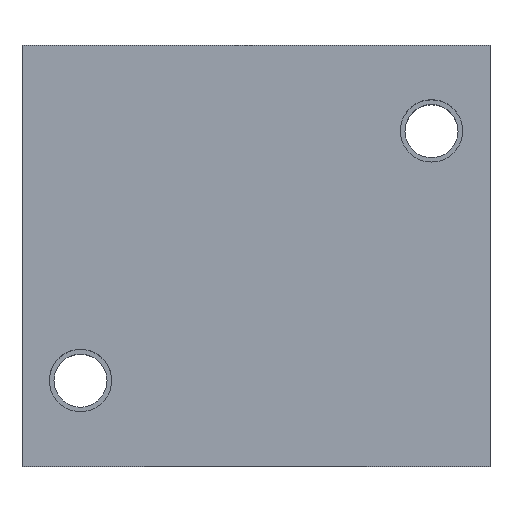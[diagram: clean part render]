
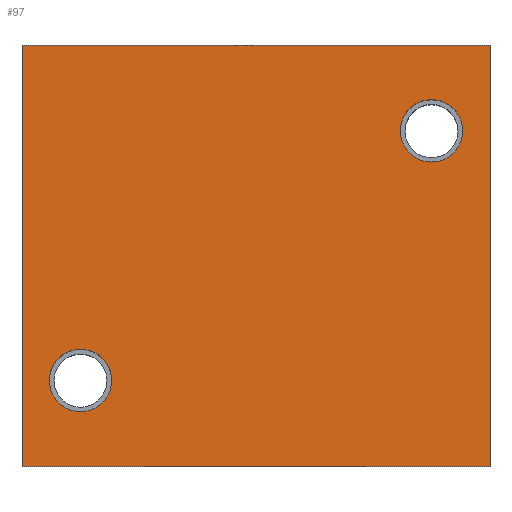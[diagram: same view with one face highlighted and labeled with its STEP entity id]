
A CAD part, top view. The second image highlights one B-rep face of the part: STEP entity #97.
In plain terms, the highlighted planar face has unit normal (0, 0, 1).
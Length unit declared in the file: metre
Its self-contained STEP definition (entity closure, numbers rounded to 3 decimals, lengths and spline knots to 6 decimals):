
#97 = ADVANCED_FACE( '', ( #203, #204, #205 ), #206, .T. );
#203 = FACE_BOUND( '', #312, .T. );
#204 = FACE_OUTER_BOUND( '', #313, .T. );
#205 = FACE_BOUND( '', #314, .T. );
#206 = PLANE( '', #315 );
#312 = EDGE_LOOP( '', ( #524 ) );
#313 = EDGE_LOOP( '', ( #525, #526, #527, #528 ) );
#314 = EDGE_LOOP( '', ( #529 ) );
#315 = AXIS2_PLACEMENT_3D( '', #530, #531, #532 );
#524 = ORIENTED_EDGE( '', *, *, #654, .T. );
#525 = ORIENTED_EDGE( '', *, *, #662, .F. );
#526 = ORIENTED_EDGE( '', *, *, #672, .F. );
#527 = ORIENTED_EDGE( '', *, *, #603, .T. );
#528 = ORIENTED_EDGE( '', *, *, #669, .T. );
#529 = ORIENTED_EDGE( '', *, *, #673, .T. );
#530 = CARTESIAN_POINT( '', ( -0.03, -0.027, 0.025 ) );
#531 = DIRECTION( '', ( 0., 0., 1. ) );
#532 = DIRECTION( '', ( 1., 0., 0. ) );
#603 = EDGE_CURVE( '', #711, #709, #712, .T. );
#654 = EDGE_CURVE( '', #788, #788, #789, .T. );
#662 = EDGE_CURVE( '', #799, #801, #802, .T. );
#669 = EDGE_CURVE( '', #709, #801, #810, .T. );
#672 = EDGE_CURVE( '', #711, #799, #813, .T. );
#673 = EDGE_CURVE( '', #814, #814, #815, .T. );
#709 = VERTEX_POINT( '', #863 );
#711 = VERTEX_POINT( '', #866 );
#712 = LINE( '', #867, #868 );
#788 = VERTEX_POINT( '', #969 );
#789 = CIRCLE( '', #970, 0.004 );
#799 = VERTEX_POINT( '', #980 );
#801 = VERTEX_POINT( '', #983 );
#802 = LINE( '', #984, #985 );
#810 = LINE( '', #997, #998 );
#813 = LINE( '', #1002, #1003 );
#814 = VERTEX_POINT( '', #1004 );
#815 = CIRCLE( '', #1005, 0.004 );
#863 = CARTESIAN_POINT( '', ( 0.03, -0.027, 0.025 ) );
#866 = CARTESIAN_POINT( '', ( -0.03, -0.027, 0.025 ) );
#867 = CARTESIAN_POINT( '', ( -0.03, -0.027, 0.025 ) );
#868 = VECTOR( '', #1031, 1. );
#969 = CARTESIAN_POINT( '', ( 0.0225, 0.02, 0.025 ) );
#970 = AXIS2_PLACEMENT_3D( '', #1090, #1091, #1092 );
#980 = CARTESIAN_POINT( '', ( -0.03, 0.027, 0.025 ) );
#983 = CARTESIAN_POINT( '', ( 0.03, 0.027, 0.025 ) );
#984 = CARTESIAN_POINT( '', ( -0.03, 0.027, 0.025 ) );
#985 = VECTOR( '', #1103, 1. );
#997 = CARTESIAN_POINT( '', ( 0.03, -0.027, 0.025 ) );
#998 = VECTOR( '', #1108, 1. );
#1002 = CARTESIAN_POINT( '', ( -0.03, -0.027, 0.025 ) );
#1003 = VECTOR( '', #1110, 1. );
#1004 = CARTESIAN_POINT( '', ( -0.0225, -0.012, 0.025 ) );
#1005 = AXIS2_PLACEMENT_3D( '', #1111, #1112, #1113 );
#1031 = DIRECTION( '', ( 1., 0., 0. ) );
#1090 = CARTESIAN_POINT( '', ( 0.0225, 0.016, 0.025 ) );
#1091 = DIRECTION( '', ( 0., 0., -1. ) );
#1092 = DIRECTION( '', ( 0., 1., 0. ) );
#1103 = DIRECTION( '', ( 1., 0., 0. ) );
#1108 = DIRECTION( '', ( 0., 1., 0. ) );
#1110 = DIRECTION( '', ( 0., 1., 0. ) );
#1111 = CARTESIAN_POINT( '', ( -0.0225, -0.016, 0.025 ) );
#1112 = DIRECTION( '', ( 0., 0., -1. ) );
#1113 = DIRECTION( '', ( 0., 1., 0. ) );
